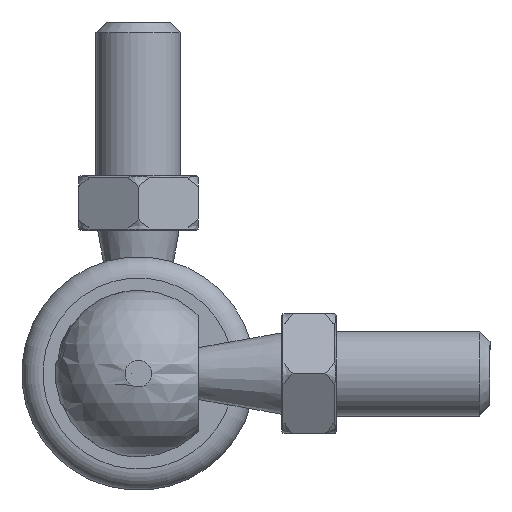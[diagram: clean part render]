
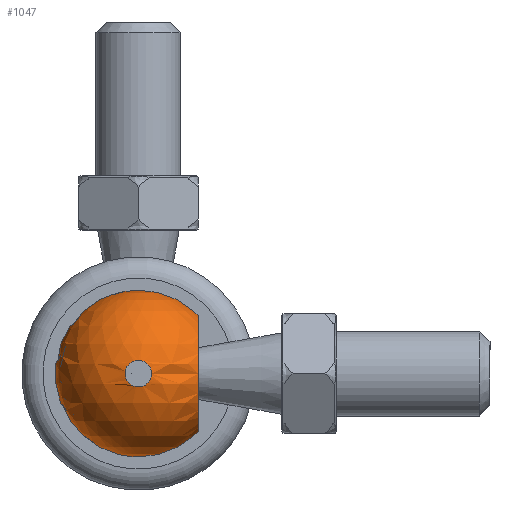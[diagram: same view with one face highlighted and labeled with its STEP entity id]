
A CAD part, left-side view. The second image highlights one B-rep face of the part: STEP entity #1047.
In plain terms, the highlighted spherical face has radius 7.85 mm.
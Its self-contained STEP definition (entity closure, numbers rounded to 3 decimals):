
#172=SPHERICAL_SURFACE('',#1162,7.85);
#279=FACE_BOUND('',#421,.T.);
#280=FACE_BOUND('',#422,.T.);
#281=FACE_BOUND('',#423,.T.);
#421=EDGE_LOOP('',(#811));
#422=EDGE_LOOP('',(#812));
#423=EDGE_LOOP('',(#813));
#491=CIRCLE('',#1147,1.249);
#495=CIRCLE('',#1154,5.25);
#497=CIRCLE('',#1159,5.45);
#543=VERTEX_POINT('',#1547);
#547=VERTEX_POINT('',#1558);
#549=VERTEX_POINT('',#1565);
#643=EDGE_CURVE('',#543,#543,#491,.T.);
#647=EDGE_CURVE('',#547,#547,#495,.T.);
#649=EDGE_CURVE('',#549,#549,#497,.T.);
#811=ORIENTED_EDGE('',*,*,#643,.T.);
#812=ORIENTED_EDGE('',*,*,#647,.T.);
#813=ORIENTED_EDGE('',*,*,#649,.T.);
#1047=ADVANCED_FACE('',(#279,#280,#281),#172,.T.);
#1147=AXIS2_PLACEMENT_3D('',#1548,#1319,#1320);
#1154=AXIS2_PLACEMENT_3D('',#1559,#1333,#1334);
#1159=AXIS2_PLACEMENT_3D('',#1566,#1343,#1344);
#1162=AXIS2_PLACEMENT_3D('',#1570,#1349,#1350);
#1319=DIRECTION('center_axis',(0.,-1.,0.));
#1320=DIRECTION('ref_axis',(0.,0.,1.));
#1333=DIRECTION('center_axis',(0.,1.,0.));
#1334=DIRECTION('ref_axis',(1.,0.,0.));
#1343=DIRECTION('center_axis',(-1.,0.,0.));
#1344=DIRECTION('ref_axis',(0.,0.,-1.));
#1349=DIRECTION('center_axis',(0.,0.,1.));
#1350=DIRECTION('ref_axis',(1.,0.,0.));
#1547=CARTESIAN_POINT('',(0.,7.75,-9.099));
#1548=CARTESIAN_POINT('Origin',(0.,7.75,-7.85));
#1558=CARTESIAN_POINT('',(-5.25,-5.836,-7.85));
#1559=CARTESIAN_POINT('Origin',(0.,-5.836,
-7.85));
#1565=CARTESIAN_POINT('',(5.65,0.,-2.4));
#1566=CARTESIAN_POINT('Origin',(5.65,0.,-7.85));
#1570=CARTESIAN_POINT('Origin',(0.,0.,-7.85));
